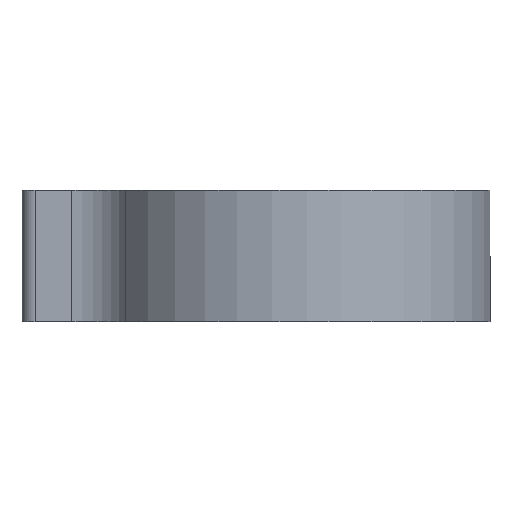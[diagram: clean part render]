
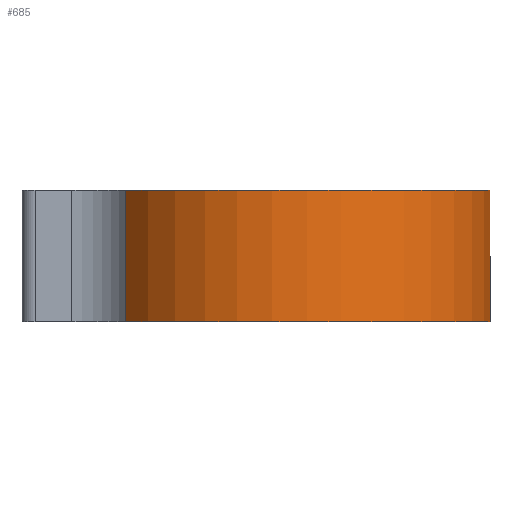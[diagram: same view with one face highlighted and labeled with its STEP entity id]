
A CAD part, front view. The second image highlights one B-rep face of the part: STEP entity #685.
In plain terms, the highlighted cylindrical face has radius 15.25 mm (diameter 30.5 mm), a partial arc.
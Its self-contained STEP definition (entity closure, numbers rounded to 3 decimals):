
#48=LINE('',#1113,#119);
#49=LINE('',#1117,#120);
#119=VECTOR('',#875,10.);
#120=VECTOR('',#880,10.);
#201=FACE_OUTER_BOUND('',#242,.T.);
#242=EDGE_LOOP('',(#534,#535,#536,#537));
#278=CIRCLE('',#728,15.25);
#286=CIRCLE('',#744,15.25);
#312=VERTEX_POINT('',#1045);
#313=VERTEX_POINT('',#1047);
#338=VERTEX_POINT('',#1111);
#339=VERTEX_POINT('',#1115);
#381=EDGE_CURVE('',#313,#312,#278,.T.);
#414=EDGE_CURVE('',#338,#312,#48,.T.);
#415=EDGE_CURVE('',#338,#339,#286,.T.);
#416=EDGE_CURVE('',#339,#313,#49,.T.);
#534=ORIENTED_EDGE('',*,*,#415,.T.);
#535=ORIENTED_EDGE('',*,*,#416,.T.);
#536=ORIENTED_EDGE('',*,*,#381,.T.);
#537=ORIENTED_EDGE('',*,*,#414,.F.);
#660=CYLINDRICAL_SURFACE('',#743,15.25);
#685=ADVANCED_FACE('',(#201),#660,.T.);
#728=AXIS2_PLACEMENT_3D('',#1048,#820,#821);
#743=AXIS2_PLACEMENT_3D('',#1114,#876,#877);
#744=AXIS2_PLACEMENT_3D('',#1116,#878,#879);
#820=DIRECTION('center_axis',(0.,0.,1.));
#821=DIRECTION('ref_axis',(0.825,0.565,0.));
#875=DIRECTION('',(0.,0.,-1.));
#876=DIRECTION('center_axis',(0.,0.,1.));
#877=DIRECTION('ref_axis',(0.825,0.565,0.));
#878=DIRECTION('center_axis',(0.,0.,-1.));
#879=DIRECTION('ref_axis',(0.825,0.565,0.));
#880=DIRECTION('',(0.,0.,-1.));
#1045=CARTESIAN_POINT('',(-1.332,15.192,-5.));
#1047=CARTESIAN_POINT('',(-12.578,-8.623,-5.));
#1048=CARTESIAN_POINT('Origin',(0.,0.,-5.));
#1111=CARTESIAN_POINT('',(-1.332,15.192,5.));
#1113=CARTESIAN_POINT('',(-1.332,15.192,0.));
#1114=CARTESIAN_POINT('Origin',(0.,0.,0.));
#1115=CARTESIAN_POINT('',(-12.578,-8.623,5.));
#1116=CARTESIAN_POINT('Origin',(0.,0.,5.));
#1117=CARTESIAN_POINT('',(-12.578,-8.623,0.));
